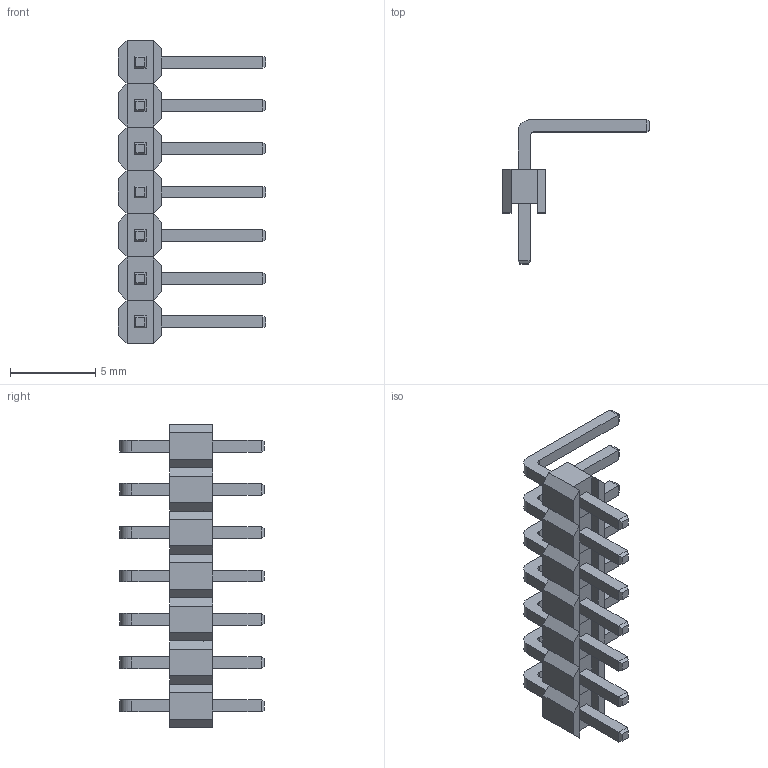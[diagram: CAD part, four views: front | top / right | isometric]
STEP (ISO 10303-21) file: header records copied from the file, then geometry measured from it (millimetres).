
FILE_DESCRIPTION (( 'STEP AP214' ), '1' );
FILE_NAME ('User Library-PLS-7R gold.STEP', '2017-12-02T20:47:06', ( '' ), ( '' ), 'SwSTEP 2.0', 'SolidWorks 2017', '' );
FILE_SCHEMA (( 'AUTOMOTIVE_DESIGN' ));
Length unit declared in the file: millimetre
Products named in the file (1): User Library-PLS-7R gold
Bounding box: 8.62 x 8.45 x 17.78 mm (x, y, z)
Volume: 136.4 mm3; surface area: 507.6 mm2
Topology: 7 solids, 7 shells, 252 faces, 588 edges, 364 vertices
Faces by surface type: plane 238, cylinder 14
Entity records: 8114 total; most frequent: CARTESIAN_POINT 1205, ORIENTED_EDGE 1176, DIRECTION 1122, EDGE_CURVE 588, VECTOR 560, LINE 560, VERTEX_POINT 364, AXIS2_PLACEMENT_3D 281
